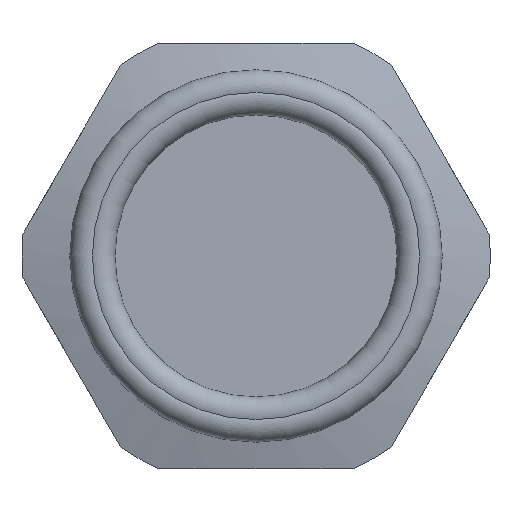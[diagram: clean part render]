
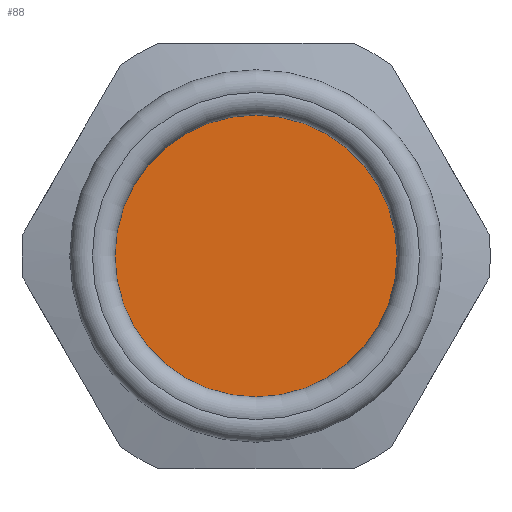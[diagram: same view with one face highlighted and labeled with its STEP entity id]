
A CAD part, left-side view. The second image highlights one B-rep face of the part: STEP entity #88.
In plain terms, the highlighted planar face has unit normal (-1, 0, 0).
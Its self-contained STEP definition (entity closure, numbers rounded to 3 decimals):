
#88 = ADVANCED_FACE( '', ( #213 ), #214, .F. );
#213 = FACE_OUTER_BOUND( '', #380, .T. );
#214 = PLANE( '', #381 );
#380 = EDGE_LOOP( '', ( #578 ) );
#381 = AXIS2_PLACEMENT_3D( '', #579, #580, #581 );
#578 = ORIENTED_EDGE( '', *, *, #987, .F. );
#579 = CARTESIAN_POINT( '', ( 1.2, 0., 0. ) );
#580 = DIRECTION( '', ( 1., 0., 0. ) );
#581 = DIRECTION( '', ( 0., 0., -1. ) );
#987 = EDGE_CURVE( '', #1177, #1177, #1178, .T. );
#1177 = VERTEX_POINT( '', #1448 );
#1178 = CIRCLE( '', #1449, 10.6 );
#1448 = CARTESIAN_POINT( '', ( 1.2, 0., -10.6 ) );
#1449 = AXIS2_PLACEMENT_3D( '', #1809, #1810, #1811 );
#1809 = CARTESIAN_POINT( '', ( 1.2, 0., 0. ) );
#1810 = DIRECTION( '', ( 1., 0., 0. ) );
#1811 = DIRECTION( '', ( 0., 0., -1. ) );
